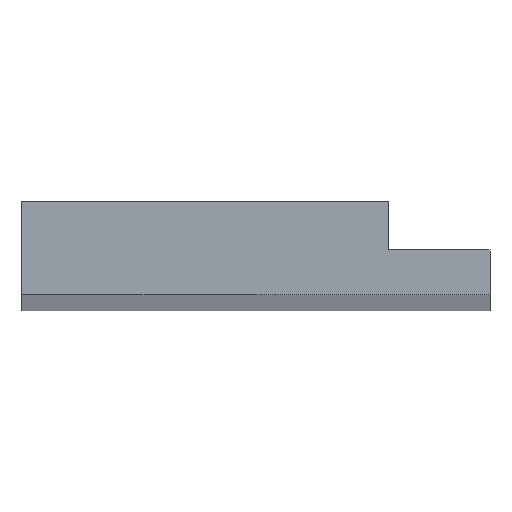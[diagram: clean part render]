
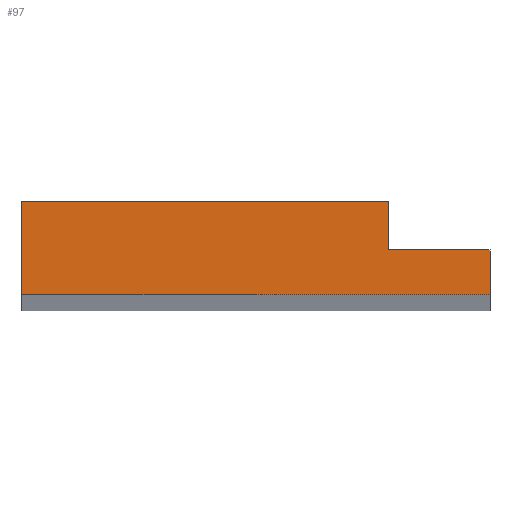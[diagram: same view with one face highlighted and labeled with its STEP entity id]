
A CAD part, top view. The second image highlights one B-rep face of the part: STEP entity #97.
In plain terms, the highlighted planar face has unit normal (0, 0, 1).
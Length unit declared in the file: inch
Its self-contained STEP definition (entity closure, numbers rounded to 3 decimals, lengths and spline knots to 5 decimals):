
#97=ADVANCED_FACE('',(#113),#105,.T.);
#105=PLANE('',#232);
#113=FACE_OUTER_BOUND('',#121,.T.);
#121=EDGE_LOOP('',(#132,#133,#134,#135,#136,#137));
#132=ORIENTED_EDGE('',*,*,#180,.F.);
#133=ORIENTED_EDGE('',*,*,#176,.F.);
#134=ORIENTED_EDGE('',*,*,#181,.T.);
#135=ORIENTED_EDGE('',*,*,#182,.T.);
#136=ORIENTED_EDGE('',*,*,#183,.F.);
#137=ORIENTED_EDGE('',*,*,#184,.T.);
#164=VERTEX_POINT('',#277);
#165=VERTEX_POINT('',#278);
#168=VERTEX_POINT('',#286);
#169=VERTEX_POINT('',#288);
#170=VERTEX_POINT('',#290);
#171=VERTEX_POINT('',#292);
#176=EDGE_CURVE('',#164,#165,#194,.T.);
#180=EDGE_CURVE('',#165,#168,#198,.T.);
#181=EDGE_CURVE('',#164,#169,#199,.T.);
#182=EDGE_CURVE('',#169,#170,#200,.T.);
#183=EDGE_CURVE('',#171,#170,#201,.T.);
#184=EDGE_CURVE('',#171,#168,#202,.T.);
#194=LINE('',#276,#212);
#198=LINE('',#285,#216);
#199=LINE('',#287,#217);
#200=LINE('',#289,#218);
#201=LINE('',#291,#219);
#202=LINE('',#293,#220);
#212=VECTOR('',#241,1.);
#216=VECTOR('',#247,1.);
#217=VECTOR('',#248,1.);
#218=VECTOR('',#249,1.);
#219=VECTOR('',#250,1.);
#220=VECTOR('',#251,1.);
#232=AXIS2_PLACEMENT_3D('',#294,#252,#253);
#241=DIRECTION('',(1.,0.,0.));
#247=DIRECTION('',(0.,-1.,0.));
#248=DIRECTION('',(0.,-1.,0.));
#249=DIRECTION('',(1.,0.,0.));
#250=DIRECTION('',(0.,-1.,0.));
#251=DIRECTION('',(-1.,0.,0.));
#252=DIRECTION('',(0.,0.,1.));
#253=DIRECTION('',(0.,-1.,0.));
#276=CARTESIAN_POINT('',(20.015,0.,36.));
#277=CARTESIAN_POINT('',(19.035,0.,36.));
#278=CARTESIAN_POINT('',(20.015,0.,36.));
#285=CARTESIAN_POINT('',(20.015,0.,36.));
#286=CARTESIAN_POINT('',(20.015,-0.13,36.));
#287=CARTESIAN_POINT('',(19.035,0.,36.));
#288=CARTESIAN_POINT('',(19.035,-0.25,36.));
#289=CARTESIAN_POINT('',(20.015,-0.25,36.));
#290=CARTESIAN_POINT('',(20.285,-0.25,36.));
#291=CARTESIAN_POINT('',(20.285,0.,36.));
#292=CARTESIAN_POINT('',(20.285,-0.13,36.));
#293=CARTESIAN_POINT('',(20.285,-0.13,36.));
#294=CARTESIAN_POINT('',(20.015,0.,36.));
